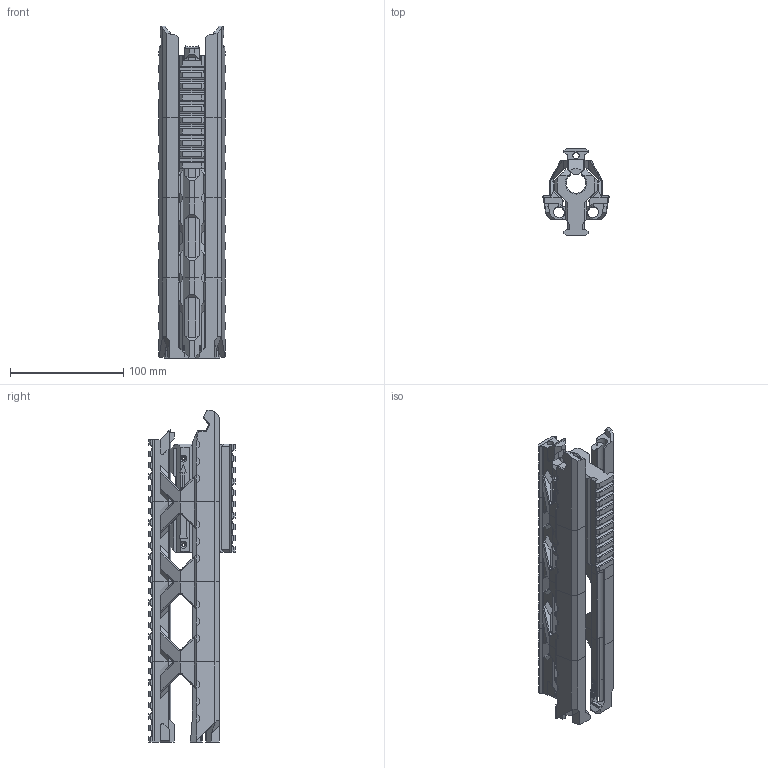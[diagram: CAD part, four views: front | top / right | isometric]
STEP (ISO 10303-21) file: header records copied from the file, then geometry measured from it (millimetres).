
FILE_DESCRIPTION(/* description */ ('Alibre Inc.'),/* implementation_level */ '2;1');
FILE_NAME(/* name */ 'export-3C0B74DC-D339-4274-ACD8-8CAFCF2F3DBE',/* time_stamp */ '2021-07-15T09:54:51-04:00',/* author */ (''),/* organization */ (''),/* preprocessor_version */ 'ST-DEVELOPER v17',/* originating_system */ 'Alibre',/* authorisation */ '');
FILE_SCHEMA (('AUTOMOTIVE_DESIGN'));
Length unit declared in the file: centimetre
Bounding box: 58.45 x 76.6 x 292.89 mm (x, y, z)
Volume: 326726.6 mm3; surface area: 126852.9 mm2
Topology: 5 solids, 5 shells, 1128 faces, 3323 edges, 2201 vertices
Faces by surface type: plane 915, cylinder 159, bspline 28, cone 26
Full cylindrical faces by diameter (mm): 2.413 x4, 3.81 x4, 5.588 x4
Entity records: 38034 total; most frequent: CARTESIAN_POINT 9663, ORIENTED_EDGE 6584, DIRECTION 4676, EDGE_CURVE 3292, VECTOR 2499, LINE 2499, VERTEX_POINT 2190, AXIS2_PLACEMENT_3D 1454
